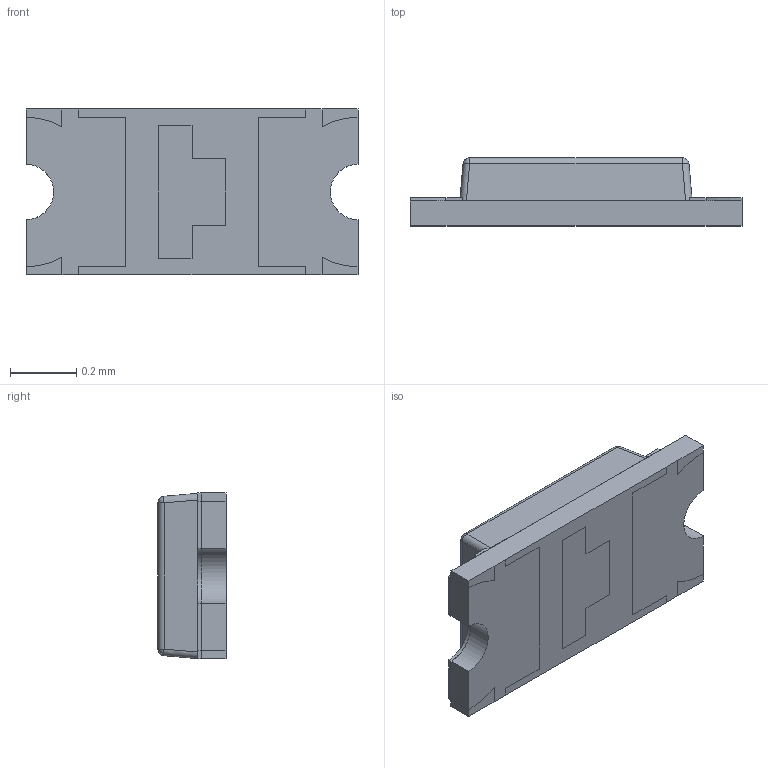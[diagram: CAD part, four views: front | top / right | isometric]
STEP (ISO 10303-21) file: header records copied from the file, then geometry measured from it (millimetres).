
FILE_DESCRIPTION(/* description */ (''),/* implementation_level */ '2;1');
FILE_NAME(/* name */ 'LE2BC5~1',/* time_stamp */ '2018-02-21T19:44:21+03:00',/* author */ (''),/* organization */ (''),/* preprocessor_version */ 'ST-DEVELOPER v15',/* originating_system */ '',/* authorisation */ '');
FILE_SCHEMA (('AUTOMOTIVE_DESIGN'));
Length unit declared in the file: millimetre
Products named in the file (1): Document
Bounding box: 1 x 0.2 x 0.5 mm (x, y, z)
Volume: 0.1 mm3; surface area: 3 mm2
Topology: 5 solids, 5 shells, 77 faces, 206 edges, 136 vertices
Faces by surface type: plane 57, bspline 20
Entity records: 2513 total; most frequent: CARTESIAN_POINT 1123, ORIENTED_EDGE 404, EDGE_CURVE 202, B_SPLINE_CURVE_WITH_KNOTS 166, VERTEX_POINT 136, EDGE_LOOP 78, ADVANCED_FACE 77, FACE_OUTER_BOUND 77
